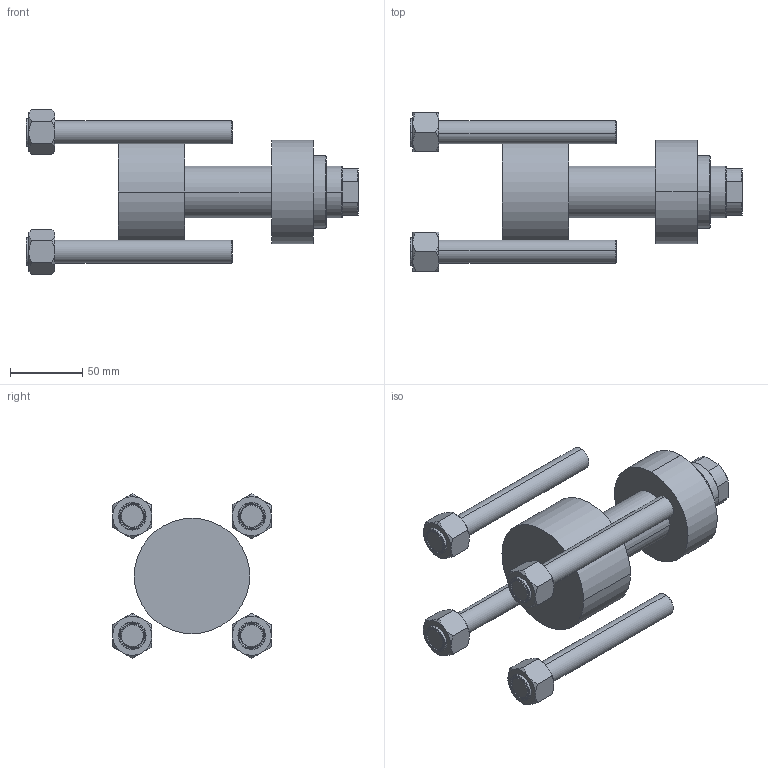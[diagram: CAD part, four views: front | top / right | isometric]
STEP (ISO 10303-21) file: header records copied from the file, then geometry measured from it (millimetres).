
FILE_DESCRIPTION (( 'STEP AP203' ), '1' );
FILE_NAME ('956e.STEP', '2022-04-15T13:39:05', ( '' ), ( '' ), 'SwSTEP 2.0', 'SolidWorks 2019', '' );
FILE_SCHEMA (( 'CONFIG_CONTROL_DESIGN' ));
Length unit declared in the file: millimetre
Products named in the file (6): 956e; V215CR_C_TYCINKA f4174225be668661405fb2f012b668d2; NUT_M5_C f4174225be668661405fb2f012b668d2; V215_VC_A f4174225be668661405fb2f012b668d2; V215CR_C_Body f4174225be668661405fb2f012b668d2; V215CR_VCP_C f4174225be668661405fb2f012b668d2
Assembly tree (11 placements, depth 2):
  956e
    V215CR_C_Body f4174225be668661405fb2f012b668d2
    V215CR_VCP_C f4174225be668661405fb2f012b668d2
    NUT_M5_C f4174225be668661405fb2f012b668d2  x4
    V215CR_C_TYCINKA f4174225be668661405fb2f012b668d2  x4
    V215_VC_A f4174225be668661405fb2f012b668d2
Bounding box: 230 x 109.75 x 113.94 mm (x, y, z)
Volume: 570233.8 mm3; surface area: 101533.1 mm2
Topology: 10 solids, 10 shells, 263 faces, 598 edges, 363 vertices
Faces by surface type: plane 109, cone 100, cylinder 46, torus 8
Entity records: 50824 total; most frequent: CARTESIAN_POINT 27239, ORIENTED_EDGE 5336, DIRECTION 3410, EDGE_CURVE 2668, VERTEX_POINT 1753, VECTOR 1618, LINE 1618, EDGE_LOOP 1179
